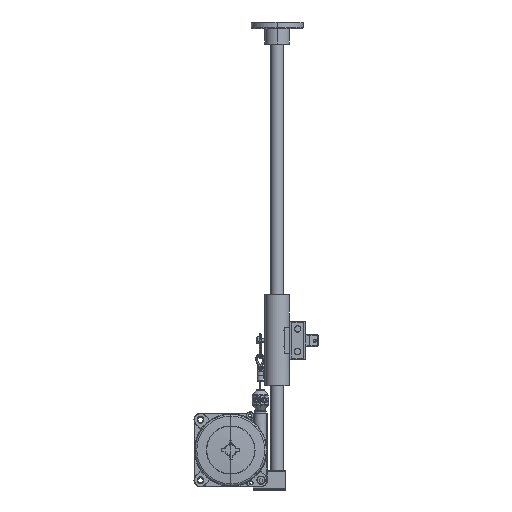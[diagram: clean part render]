
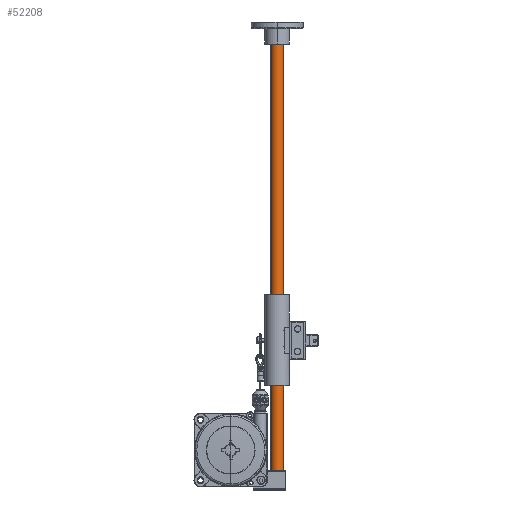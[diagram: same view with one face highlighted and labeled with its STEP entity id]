
A CAD part, top view. The second image highlights one B-rep face of the part: STEP entity #52208.
In plain terms, the highlighted cylindrical face has radius 10 mm (diameter 20 mm), a partial arc.
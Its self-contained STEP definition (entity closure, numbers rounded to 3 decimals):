
#3028 = CARTESIAN_POINT ( 'NONE',  ( -10., 0., 349.5 ) ) ;
#3356 = ORIENTED_EDGE ( 'NONE', *, *, #35302, .T. ) ;
#18404 = LINE ( 'NONE', #85081, #119466 ) ;
#20065 = VERTEX_POINT ( 'NONE', #49044 ) ;
#20091 = ORIENTED_EDGE ( 'NONE', *, *, #30645, .F. ) ;
#25047 = CARTESIAN_POINT ( 'NONE',  ( -10., 0., -349.5 ) ) ;
#30645 = EDGE_CURVE ( 'NONE', #82220, #20065, #51709, .T. ) ;
#31018 = DIRECTION ( 'NONE',  ( 0., 0., -1. ) ) ;
#35302 = EDGE_CURVE ( 'NONE', #63089, #76763, #18404, .T. ) ;
#35496 = CARTESIAN_POINT ( 'NONE',  ( 0., 0., 349.5 ) ) ;
#35775 = DIRECTION ( 'NONE',  ( 1., 0., 0. ) ) ;
#48458 = DIRECTION ( 'NONE',  ( 1., 0., 0. ) ) ;
#48589 = EDGE_LOOP ( 'NONE', ( #20091, #119425, #3356, #136466 ) ) ;
#49044 = CARTESIAN_POINT ( 'NONE',  ( 10., 0., -349.5 ) ) ;
#51095 = DIRECTION ( 'NONE',  ( 0., 0., 1. ) ) ;
#51709 = LINE ( 'NONE', #93113, #169725 ) ;
#52208 = ADVANCED_FACE ( 'NONE', ( #128743 ), #105551, .T. ) ;
#63089 = VERTEX_POINT ( 'NONE', #3028 ) ;
#76763 = VERTEX_POINT ( 'NONE', #25047 ) ;
#81039 = AXIS2_PLACEMENT_3D ( 'NONE', #104025, #51095, #35775 ) ;
#82220 = VERTEX_POINT ( 'NONE', #170299 ) ;
#85081 = CARTESIAN_POINT ( 'NONE',  ( -10., 0., 350. ) ) ;
#93113 = CARTESIAN_POINT ( 'NONE',  ( 10., 0., 350. ) ) ;
#96119 = CIRCLE ( 'NONE', #151549, 10. ) ;
#101998 = DIRECTION ( 'NONE',  ( 0., 0., -1. ) ) ;
#104025 = CARTESIAN_POINT ( 'NONE',  ( 0., 0., -349.5 ) ) ;
#105551 = CYLINDRICAL_SURFACE ( 'NONE', #105754, 10. ) ;
#105754 = AXIS2_PLACEMENT_3D ( 'NONE', #112822, #31018, #125223 ) ;
#107221 = CIRCLE ( 'NONE', #81039, 10. ) ;
#112822 = CARTESIAN_POINT ( 'NONE',  ( 0., 0., 350. ) ) ;
#119425 = ORIENTED_EDGE ( 'NONE', *, *, #132280, .T. ) ;
#119466 = VECTOR ( 'NONE', #140534, 1000. ) ;
#125223 = DIRECTION ( 'NONE',  ( -1., 0., 0. ) ) ;
#128743 = FACE_OUTER_BOUND ( 'NONE', #48589, .T. ) ;
#132280 = EDGE_CURVE ( 'NONE', #82220, #63089, #96119, .T. ) ;
#132669 = DIRECTION ( 'NONE',  ( 0., 0., -1. ) ) ;
#136466 = ORIENTED_EDGE ( 'NONE', *, *, #150680, .T. ) ;
#140534 = DIRECTION ( 'NONE',  ( 0., 0., -1. ) ) ;
#150680 = EDGE_CURVE ( 'NONE', #76763, #20065, #107221, .T. ) ;
#151549 = AXIS2_PLACEMENT_3D ( 'NONE', #35496, #101998, #48458 ) ;
#169725 = VECTOR ( 'NONE', #132669, 1000. ) ;
#170299 = CARTESIAN_POINT ( 'NONE',  ( 10., 0., 349.5 ) ) ;
